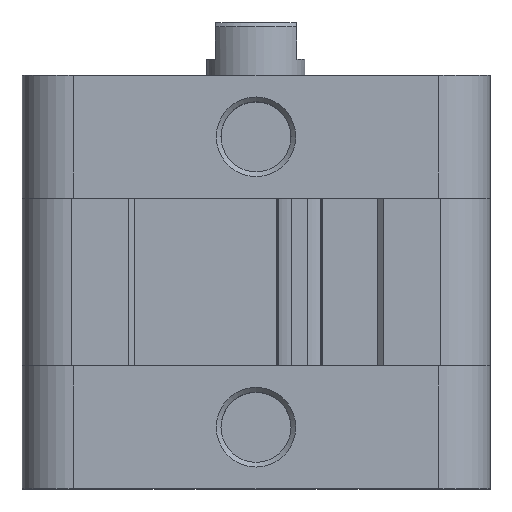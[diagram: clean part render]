
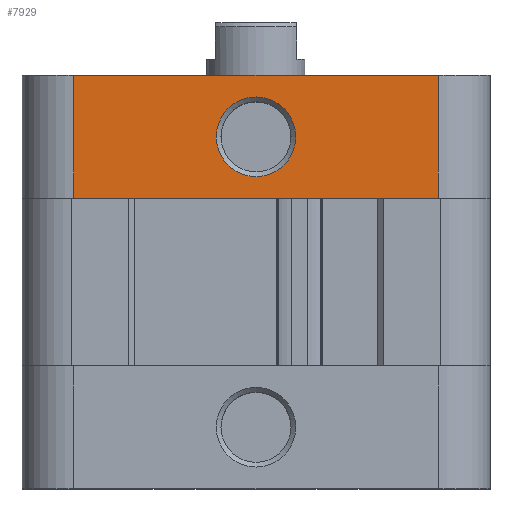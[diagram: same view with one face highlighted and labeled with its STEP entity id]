
A CAD part, top view. The second image highlights one B-rep face of the part: STEP entity #7929.
In plain terms, the highlighted face is planar.
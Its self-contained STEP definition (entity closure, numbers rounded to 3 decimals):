
#255=FACE_BOUND('',#1208,.T.);
#408=CIRCLE('',#8472,4.864);
#729=FACE_OUTER_BOUND('',#1207,.T.);
#1207=EDGE_LOOP('',(#5774,#5775,#5776,#5777));
#1208=EDGE_LOOP('',(#5778));
#1649=LINE('',#11558,#2485);
#1743=LINE('',#11857,#2579);
#1825=LINE('',#12043,#2661);
#1826=LINE('',#12045,#2662);
#2485=VECTOR('',#9173,44.6);
#2579=VECTOR('',#9379,44.6);
#2661=VECTOR('',#9631,15.);
#2662=VECTOR('',#9634,15.);
#3340=VERTEX_POINT('',#11555);
#3341=VERTEX_POINT('',#11557);
#3489=VERTEX_POINT('',#11854);
#3490=VERTEX_POINT('',#11856);
#3510=VERTEX_POINT('',#12046);
#4136=EDGE_CURVE('',#3340,#3341,#1649,.T.);
#4285=EDGE_CURVE('',#3490,#3489,#1743,.T.);
#4379=EDGE_CURVE('',#3341,#3489,#1825,.T.);
#4380=EDGE_CURVE('',#3340,#3490,#1826,.T.);
#4381=EDGE_CURVE('',#3510,#3510,#408,.T.);
#5774=ORIENTED_EDGE('',*,*,#4285,.T.);
#5775=ORIENTED_EDGE('',*,*,#4379,.F.);
#5776=ORIENTED_EDGE('',*,*,#4136,.F.);
#5777=ORIENTED_EDGE('',*,*,#4380,.T.);
#5778=ORIENTED_EDGE('',*,*,#4381,.F.);
#7607=PLANE('',#8471);
#7929=ADVANCED_FACE('',(#729,#255),#7607,.F.);
#8471=AXIS2_PLACEMENT_3D('',#12044,#9632,#9633);
#8472=AXIS2_PLACEMENT_3D('',#12047,#9635,#9636);
#9173=DIRECTION('',(1.,0.,0.));
#9379=DIRECTION('',(1.,0.,0.));
#9631=DIRECTION('',(0.,0.,-1.));
#9632=DIRECTION('center_axis',(0.,1.,0.));
#9633=DIRECTION('ref_axis',(0.,0.,1.));
#9634=DIRECTION('',(0.,0.,-1.));
#9635=DIRECTION('center_axis',(0.,-1.,0.));
#9636=DIRECTION('ref_axis',(0.,0.,-1.));
#11555=CARTESIAN_POINT('',(-22.3,-28.6,15.));
#11557=CARTESIAN_POINT('',(22.3,-28.6,15.));
#11558=CARTESIAN_POINT('',(-22.3,-28.6,15.));
#11854=CARTESIAN_POINT('',(22.3,-28.6,0.));
#11856=CARTESIAN_POINT('',(-22.3,-28.6,0.));
#11857=CARTESIAN_POINT('',(-22.3,-28.6,0.));
#12043=CARTESIAN_POINT('',(22.3,-28.6,15.));
#12044=CARTESIAN_POINT('Origin',(-22.3,-28.6,15.));
#12045=CARTESIAN_POINT('',(-22.3,-28.6,15.));
#12046=CARTESIAN_POINT('',(0.,-28.6,2.636));
#12047=CARTESIAN_POINT('Origin',(0.,-28.6,7.5));
